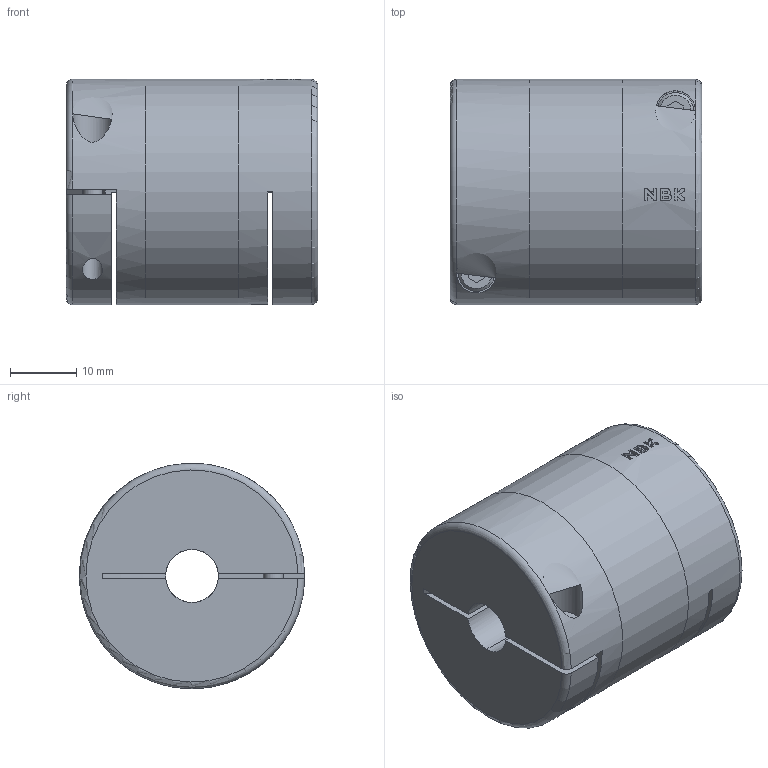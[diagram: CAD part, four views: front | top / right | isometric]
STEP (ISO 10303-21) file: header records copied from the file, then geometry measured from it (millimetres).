
FILE_DESCRIPTION(/* description */ ('STEP AP214'),/* implementation_level */ '2;1');
FILE_NAME(/* name */ 'XGT2-34C-8-8',/* time_stamp */ '2024-06-05T08:26:59+02:00',/* author */ ('License CC BY-ND 4.0'),/* organization */ ('CADENAS'),/* preprocessor_version */ 'ST-DEVELOPER v19.3',/* originating_system */ 'PARTsolutions',/* authorisation */ ' ');
FILE_SCHEMA (('AUTOMOTIVE_DESIGN {1 0 10303 214 3 1 1}'));
Length unit declared in the file: millimetre
Products named in the file (4): XGT2-34C-8-8; XGT2-34C - 8-8 - Hub 1; XGT2-34C - 8-8 - Anti-Vibration Rubber; XGT2-34C - 8-8 - Hub 2
Assembly tree (3 placements, depth 2):
  XGT2-34C-8-8
    XGT2-34C - 8-8 - Hub 1
    XGT2-34C - 8-8 - Anti-Vibration Rubber
    XGT2-34C - 8-8 - Hub 2
Bounding box: 38 x 34 x 34 mm (x, y, z)
Volume: 31016.4 mm3; surface area: 12756.5 mm2
Topology: 3 solids, 3 shells, 115 faces, 298 edges, 197 vertices
Faces by surface type: plane 77, cylinder 32, cone 4, torus 2
Full cylindrical faces by diameter (mm): 3 x4, 3.5 x2, 5.5 x2, 6 x2, 8 x2, 9 x1, 34 x3
Entity records: 3354 total; most frequent: CARTESIAN_POINT 665, DIRECTION 538, ORIENTED_EDGE 500, EDGE_CURVE 250, AXIS2_PLACEMENT_3D 191, VERTEX_POINT 176, LINE 156, VECTOR 156
